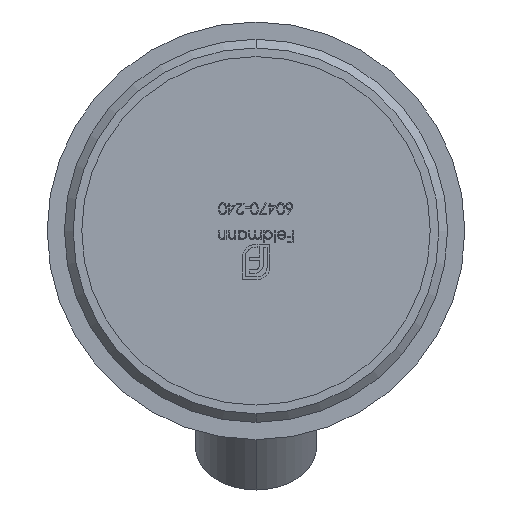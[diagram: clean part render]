
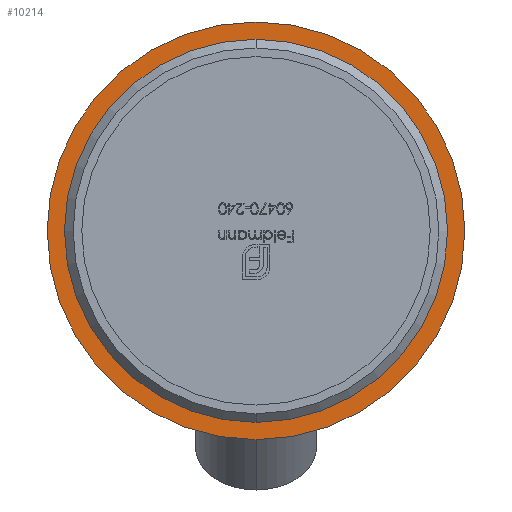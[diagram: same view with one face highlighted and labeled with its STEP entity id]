
A CAD part, front view. The second image highlights one B-rep face of the part: STEP entity #10214.
In plain terms, the highlighted planar face has unit normal (0, -1, 0).
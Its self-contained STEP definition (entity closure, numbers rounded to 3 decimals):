
#267 = EDGE_CURVE ( 'NONE', #3803, #9838, #13460, .T. ) ;
#358 = CIRCLE ( 'NONE', #2313, 22.15 ) ;
#910 = EDGE_CURVE ( 'NONE', #8232, #2212, #10811, .T. ) ;
#996 = ORIENTED_EDGE ( 'NONE', *, *, #910, .F. ) ;
#2212 = VERTEX_POINT ( 'NONE', #9019 ) ;
#2313 = AXIS2_PLACEMENT_3D ( 'NONE', #5270, #13164, #4362 ) ;
#3111 = DIRECTION ( 'NONE',  ( 0., 1., 0. ) ) ;
#3320 = EDGE_LOOP ( 'NONE', ( #8275, #11098 ) ) ;
#3403 = FACE_OUTER_BOUND ( 'NONE', #11636, .T. ) ;
#3585 = ORIENTED_EDGE ( 'NONE', *, *, #8012, .F. ) ;
#3803 = VERTEX_POINT ( 'NONE', #5467 ) ;
#3879 = AXIS2_PLACEMENT_3D ( 'NONE', #4069, #4475, #9009 ) ;
#4069 = CARTESIAN_POINT ( 'NONE',  ( 0., -7., 0. ) ) ;
#4075 = CARTESIAN_POINT ( 'NONE',  ( 0., -7., 24.15 ) ) ;
#4362 = DIRECTION ( 'NONE',  ( 0., 0., 1. ) ) ;
#4475 = DIRECTION ( 'NONE',  ( 0., 1., 0. ) ) ;
#4497 = AXIS2_PLACEMENT_3D ( 'NONE', #7620, #3111, #12090 ) ;
#5270 = CARTESIAN_POINT ( 'NONE',  ( 0., -7., 0. ) ) ;
#5467 = CARTESIAN_POINT ( 'NONE',  ( 0., -7., 22.15 ) ) ;
#6430 = FACE_BOUND ( 'NONE', #3320, .T. ) ;
#7157 = AXIS2_PLACEMENT_3D ( 'NONE', #13804, #8182, #11407 ) ;
#7620 = CARTESIAN_POINT ( 'NONE',  ( 0., -7., 0. ) ) ;
#8012 = EDGE_CURVE ( 'NONE', #2212, #8232, #8227, .T. ) ;
#8117 = AXIS2_PLACEMENT_3D ( 'NONE', #11736, #9442, #11634 ) ;
#8182 = DIRECTION ( 'NONE',  ( 0., 1., 0. ) ) ;
#8227 = CIRCLE ( 'NONE', #4497, 24.15 ) ;
#8232 = VERTEX_POINT ( 'NONE', #4075 ) ;
#8275 = ORIENTED_EDGE ( 'NONE', *, *, #267, .F. ) ;
#9009 = DIRECTION ( 'NONE',  ( 0., 0., 1. ) ) ;
#9019 = CARTESIAN_POINT ( 'NONE',  ( 0., -7., -24.15 ) ) ;
#9442 = DIRECTION ( 'NONE',  ( 0., -1., 0. ) ) ;
#9838 = VERTEX_POINT ( 'NONE', #12246 ) ;
#10214 = ADVANCED_FACE ( 'NONE', ( #6430, #3403 ), #10667, .F. ) ;
#10667 = PLANE ( 'NONE',  #7157 ) ;
#10690 = EDGE_CURVE ( 'NONE', #9838, #3803, #358, .T. ) ;
#10811 = CIRCLE ( 'NONE', #3879, 24.15 ) ;
#11098 = ORIENTED_EDGE ( 'NONE', *, *, #10690, .F. ) ;
#11407 = DIRECTION ( 'NONE',  ( 0., 0., 1. ) ) ;
#11634 = DIRECTION ( 'NONE',  ( 0., 0., 1. ) ) ;
#11636 = EDGE_LOOP ( 'NONE', ( #996, #3585 ) ) ;
#11736 = CARTESIAN_POINT ( 'NONE',  ( 0., -7., 0. ) ) ;
#12090 = DIRECTION ( 'NONE',  ( 0., 0., 1. ) ) ;
#12246 = CARTESIAN_POINT ( 'NONE',  ( 0., -7., -22.15 ) ) ;
#13164 = DIRECTION ( 'NONE',  ( 0., -1., 0. ) ) ;
#13460 = CIRCLE ( 'NONE', #8117, 22.15 ) ;
#13804 = CARTESIAN_POINT ( 'NONE',  ( 0., -7., 0. ) ) ;
